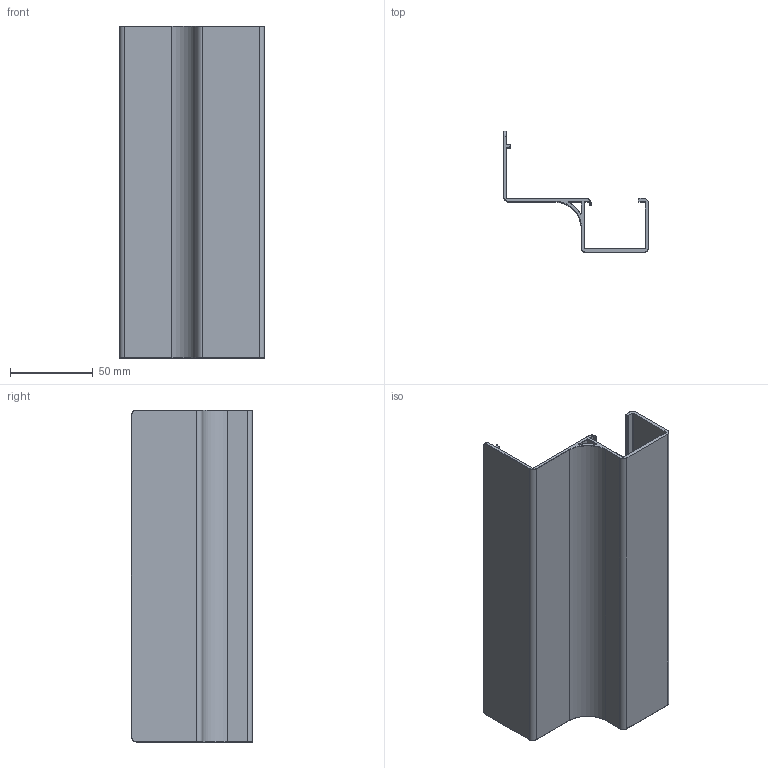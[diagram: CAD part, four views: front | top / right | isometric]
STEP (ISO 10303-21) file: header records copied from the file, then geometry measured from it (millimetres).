
FILE_DESCRIPTION (( 'STEP AP203' ), '1' );
FILE_NAME ('AL-EF-3380 Îòáîéíèê äëÿ ðîëèêîâûõ íàïðàâëÿþùèõ EF-3380 áåëûé.STEP', '2025-03-19T06:24:04', ( '' ), ( '' ), 'SwSTEP 2.0', 'SolidWorks 2021', '' );
FILE_SCHEMA (( 'CONFIG_CONTROL_DESIGN' ));
Length unit declared in the file: millimetre
Products named in the file (1): AL-EF-3380 Îòáîéíèê äëÿ ðîëèêîâûõ íàïðàâëÿþùèõ EF-3380 áåëûé
Bounding box: 87.3 x 72.9 x 200 mm (x, y, z)
Volume: 84249.3 mm3; surface area: 83884.6 mm2
Topology: 1 solids, 1 shells, 140 faces, 328 edges, 180 vertices
Faces by surface type: cylinder 67, bspline 47, plane 26
Entity records: 4693 total; most frequent: CARTESIAN_POINT 1682, ORIENTED_EDGE 636, DIRECTION 607, EDGE_CURVE 318, AXIS2_PLACEMENT_3D 233, VERTEX_POINT 180, EDGE_LOOP 142, LINE 141
